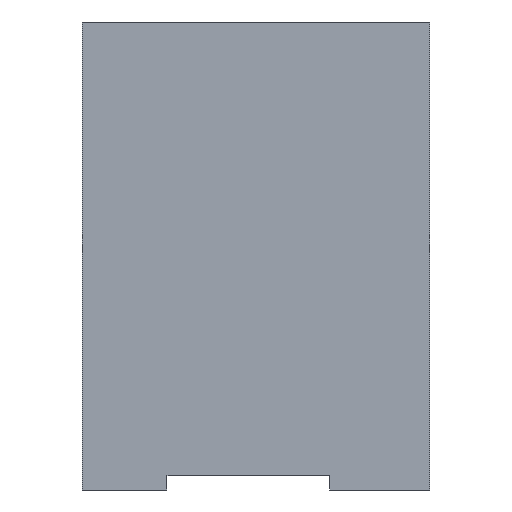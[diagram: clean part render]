
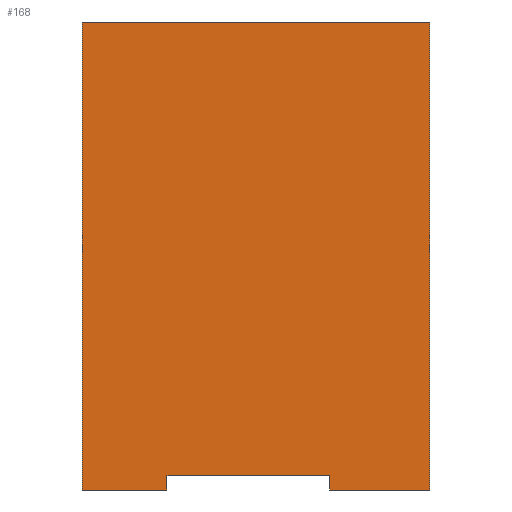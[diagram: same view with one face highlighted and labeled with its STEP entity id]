
A CAD part, left-side view. The second image highlights one B-rep face of the part: STEP entity #168.
In plain terms, the highlighted planar face has unit normal (-1, 0, 0).
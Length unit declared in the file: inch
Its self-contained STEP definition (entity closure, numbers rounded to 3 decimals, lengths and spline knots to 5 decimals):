
#2=DIRECTION('',(0.,-1.,0.));
#3=VECTOR('',#2,2.95);
#4=CARTESIAN_POINT('',(-0.44,1.475,0.));
#5=LINE('',#4,#3);
#18=DIRECTION('',(0.,0.,1.));
#19=VECTOR('',#18,0.12);
#20=CARTESIAN_POINT('',(-0.44,0.755,-3.97));
#21=LINE('',#20,#19);
#22=DIRECTION('',(0.,0.,-1.));
#23=VECTOR('',#22,3.97);
#24=CARTESIAN_POINT('',(-0.44,1.475,0.));
#25=LINE('',#24,#23);
#26=DIRECTION('',(0.,0.,1.));
#27=VECTOR('',#26,0.12);
#28=CARTESIAN_POINT('',(-0.44,-0.625,-3.97));
#29=LINE('',#28,#27);
#30=DIRECTION('',(0.,-1.,0.));
#31=VECTOR('',#30,1.38);
#32=CARTESIAN_POINT('',(-0.44,0.755,-3.85));
#33=LINE('',#32,#31);
#42=DIRECTION('',(0.,-1.,0.));
#43=VECTOR('',#42,0.72);
#44=CARTESIAN_POINT('',(-0.44,1.475,-3.97));
#45=LINE('',#44,#43);
#58=DIRECTION('',(0.,-1.,0.));
#59=VECTOR('',#58,0.85);
#60=CARTESIAN_POINT('',(-0.44,-0.625,-3.97));
#61=LINE('',#60,#59);
#90=DIRECTION('',(0.,0.,-1.));
#91=VECTOR('',#90,3.97);
#92=CARTESIAN_POINT('',(-0.44,-1.475,0.));
#93=LINE('',#92,#91);
#98=CARTESIAN_POINT('',(-0.44,1.475,0.));
#99=CARTESIAN_POINT('',(-0.44,-1.475,0.));
#100=VERTEX_POINT('',#98);
#101=VERTEX_POINT('',#99);
#106=CARTESIAN_POINT('',(-0.44,-1.475,-3.97));
#108=VERTEX_POINT('',#106);
#111=CARTESIAN_POINT('',(-0.44,1.475,-3.97));
#113=VERTEX_POINT('',#111);
#114=CARTESIAN_POINT('',(-0.44,0.755,-3.97));
#115=CARTESIAN_POINT('',(-0.44,0.755,-3.85));
#116=VERTEX_POINT('',#114);
#117=VERTEX_POINT('',#115);
#118=CARTESIAN_POINT('',(-0.44,-0.625,-3.85));
#119=VERTEX_POINT('',#118);
#120=CARTESIAN_POINT('',(-0.44,-0.625,-3.97));
#121=VERTEX_POINT('',#120);
#146=CARTESIAN_POINT('',(-0.44,1.475,0.));
#147=DIRECTION('',(-1.,0.,0.));
#148=DIRECTION('',(0.,-1.,0.));
#149=AXIS2_PLACEMENT_3D('',#146,#147,#148);
#150=PLANE('',#149);
#152=ORIENTED_EDGE('',*,*,#151,.F.);
#154=ORIENTED_EDGE('',*,*,#153,.F.);
#156=ORIENTED_EDGE('',*,*,#155,.F.);
#157=ORIENTED_EDGE('',*,*,#135,.T.);
#159=ORIENTED_EDGE('',*,*,#158,.T.);
#161=ORIENTED_EDGE('',*,*,#160,.F.);
#163=ORIENTED_EDGE('',*,*,#162,.T.);
#165=ORIENTED_EDGE('',*,*,#164,.F.);
#166=EDGE_LOOP('',(#152,#154,#156,#157,#159,#161,#163,#165));
#167=FACE_OUTER_BOUND('',#166,.F.);
#168=ADVANCED_FACE('',(#167),#150,.T.);
#135=EDGE_CURVE('',#100,#101,#5,.T.);
#151=EDGE_CURVE('',#116,#117,#21,.T.);
#153=EDGE_CURVE('',#113,#116,#45,.T.);
#155=EDGE_CURVE('',#100,#113,#25,.T.);
#158=EDGE_CURVE('',#101,#108,#93,.T.);
#160=EDGE_CURVE('',#121,#108,#61,.T.);
#162=EDGE_CURVE('',#121,#119,#29,.T.);
#164=EDGE_CURVE('',#117,#119,#33,.T.);
